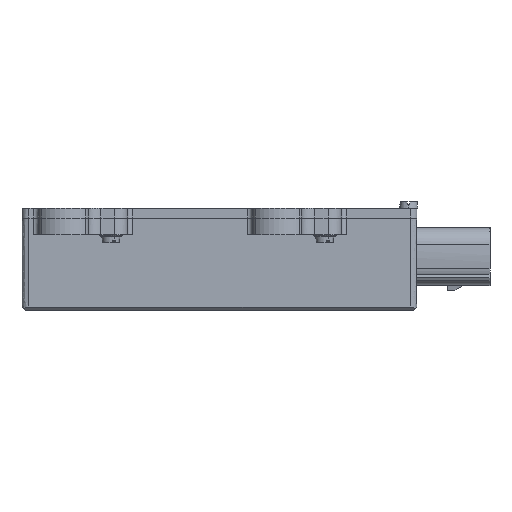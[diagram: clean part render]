
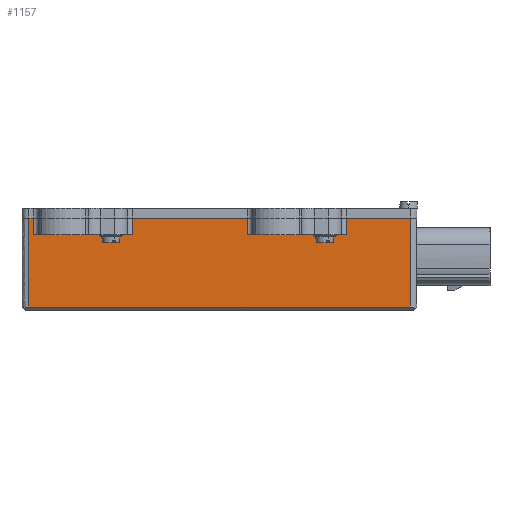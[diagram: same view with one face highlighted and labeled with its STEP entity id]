
A CAD part, left-side view. The second image highlights one B-rep face of the part: STEP entity #1157.
In plain terms, the highlighted free-form (B-spline) face has degree [1, 1] with [2, 2] control points.
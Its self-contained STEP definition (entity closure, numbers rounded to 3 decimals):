
#923 = VERTEX_POINT('',#924);
#924 = CARTESIAN_POINT('',(-61.586,63.785,0.));
#930 = EDGE_CURVE('',#923,#931,#933,.T.);
#931 = VERTEX_POINT('',#932);
#932 = CARTESIAN_POINT('',(-61.586,62.136,0.));
#933 = B_SPLINE_CURVE_WITH_KNOTS('',1,(#934,#935),.UNSPECIFIED.,.F.,.F.,
  (2,2),(2.,3.5),.PIECEWISE_BEZIER_KNOTS.);
#934 = CARTESIAN_POINT('',(-61.586,63.785,0.));
#935 = CARTESIAN_POINT('',(-61.586,62.136,0.));
#1007 = VERTEX_POINT('',#1008);
#1008 = CARTESIAN_POINT('',(-61.586,29.143,0.));
#1014 = EDGE_CURVE('',#1007,#1015,#1017,.T.);
#1015 = VERTEX_POINT('',#1016);
#1016 = CARTESIAN_POINT('',(-61.586,-9.348,0.));
#1017 = B_SPLINE_CURVE_WITH_KNOTS('',1,(#1018,#1019),.UNSPECIFIED.,.F.,
  .F.,(2,2),(33.5,68.5),.PIECEWISE_BEZIER_KNOTS.);
#1018 = CARTESIAN_POINT('',(-61.586,29.143,0.));
#1019 = CARTESIAN_POINT('',(-61.586,-9.348,0.));
#1091 = VERTEX_POINT('',#1092);
#1092 = CARTESIAN_POINT('',(-61.586,-42.34,0.));
#1098 = EDGE_CURVE('',#1091,#1099,#1101,.T.);
#1099 = VERTEX_POINT('',#1100);
#1100 = CARTESIAN_POINT('',(-61.586,-63.785,0.));
#1101 = B_SPLINE_CURVE_WITH_KNOTS('',1,(#1102,#1103),.UNSPECIFIED.,.F.,
  .F.,(2,2),(98.5,118.),.PIECEWISE_BEZIER_KNOTS.);
#1102 = CARTESIAN_POINT('',(-61.586,-42.34,0.));
#1103 = CARTESIAN_POINT('',(-61.586,-63.785,0.));
#1157 = ADVANCED_FACE('',(#1158),#1220,.T.);
#1158 = FACE_BOUND('',#1159,.T.);
#1159 = EDGE_LOOP('',(#1160,#1161,#1168,#1175,#1180,#1181,#1188,#1195,
    #1200,#1201,#1208,#1215));
#1160 = ORIENTED_EDGE('',*,*,#930,.F.);
#1161 = ORIENTED_EDGE('',*,*,#1162,.T.);
#1162 = EDGE_CURVE('',#923,#1163,#1165,.T.);
#1163 = VERTEX_POINT('',#1164);
#1164 = CARTESIAN_POINT('',(-61.586,63.785,
    -29.693));
#1165 = B_SPLINE_CURVE_WITH_KNOTS('',1,(#1166,#1167),.UNSPECIFIED.,.F.,
  .F.,(2,2),(-28.,-1.),.PIECEWISE_BEZIER_KNOTS.);
#1166 = CARTESIAN_POINT('',(-61.586,63.785,0.));
#1167 = CARTESIAN_POINT('',(-61.586,63.785,
    -29.693));
#1168 = ORIENTED_EDGE('',*,*,#1169,.T.);
#1169 = EDGE_CURVE('',#1163,#1170,#1172,.T.);
#1170 = VERTEX_POINT('',#1171);
#1171 = CARTESIAN_POINT('',(-61.586,-63.785,
    -29.693));
#1172 = B_SPLINE_CURVE_WITH_KNOTS('',1,(#1173,#1174),.UNSPECIFIED.,.F.,
  .F.,(2,2),(2.,118.),.PIECEWISE_BEZIER_KNOTS.);
#1173 = CARTESIAN_POINT('',(-61.586,63.785,
    -29.693));
#1174 = CARTESIAN_POINT('',(-61.586,-63.785,
    -29.693));
#1175 = ORIENTED_EDGE('',*,*,#1176,.T.);
#1176 = EDGE_CURVE('',#1170,#1099,#1177,.T.);
#1177 = B_SPLINE_CURVE_WITH_KNOTS('',1,(#1178,#1179),.UNSPECIFIED.,.F.,
  .F.,(2,2),(1.,28.),.PIECEWISE_BEZIER_KNOTS.);
#1178 = CARTESIAN_POINT('',(-61.586,-63.785,
    -29.693));
#1179 = CARTESIAN_POINT('',(-61.586,-63.785,0.));
#1180 = ORIENTED_EDGE('',*,*,#1098,.F.);
#1181 = ORIENTED_EDGE('',*,*,#1182,.T.);
#1182 = EDGE_CURVE('',#1091,#1183,#1185,.T.);
#1183 = VERTEX_POINT('',#1184);
#1184 = CARTESIAN_POINT('',(-61.586,-42.34,
    -5.499));
#1185 = B_SPLINE_CURVE_WITH_KNOTS('',1,(#1186,#1187),.UNSPECIFIED.,.F.,
  .F.,(2,2),(-5.,0.),.PIECEWISE_BEZIER_KNOTS.);
#1186 = CARTESIAN_POINT('',(-61.586,-42.34,0.));
#1187 = CARTESIAN_POINT('',(-61.586,-42.34,
    -5.499));
#1188 = ORIENTED_EDGE('',*,*,#1189,.T.);
#1189 = EDGE_CURVE('',#1183,#1190,#1192,.T.);
#1190 = VERTEX_POINT('',#1191);
#1191 = CARTESIAN_POINT('',(-61.586,-9.348,
    -5.499));
#1192 = B_SPLINE_CURVE_WITH_KNOTS('',1,(#1193,#1194),.UNSPECIFIED.,.F.,
  .F.,(2,2),(-1.5,28.5),.PIECEWISE_BEZIER_KNOTS.);
#1193 = CARTESIAN_POINT('',(-61.586,-42.34,
    -5.499));
#1194 = CARTESIAN_POINT('',(-61.586,-9.348,
    -5.499));
#1195 = ORIENTED_EDGE('',*,*,#1196,.T.);
#1196 = EDGE_CURVE('',#1190,#1015,#1197,.T.);
#1197 = B_SPLINE_CURVE_WITH_KNOTS('',1,(#1198,#1199),.UNSPECIFIED.,.F.,
  .F.,(2,2),(-5.,0.),.PIECEWISE_BEZIER_KNOTS.);
#1198 = CARTESIAN_POINT('',(-61.586,-9.348,
    -5.499));
#1199 = CARTESIAN_POINT('',(-61.586,-9.348,0.));
#1200 = ORIENTED_EDGE('',*,*,#1014,.F.);
#1201 = ORIENTED_EDGE('',*,*,#1202,.T.);
#1202 = EDGE_CURVE('',#1007,#1203,#1205,.T.);
#1203 = VERTEX_POINT('',#1204);
#1204 = CARTESIAN_POINT('',(-61.586,29.143,
    -5.499));
#1205 = B_SPLINE_CURVE_WITH_KNOTS('',1,(#1206,#1207),.UNSPECIFIED.,.F.,
  .F.,(2,2),(-5.,0.),.PIECEWISE_BEZIER_KNOTS.);
#1206 = CARTESIAN_POINT('',(-61.586,29.143,0.));
#1207 = CARTESIAN_POINT('',(-61.586,29.143,
    -5.499));
#1208 = ORIENTED_EDGE('',*,*,#1209,.T.);
#1209 = EDGE_CURVE('',#1203,#1210,#1212,.T.);
#1210 = VERTEX_POINT('',#1211);
#1211 = CARTESIAN_POINT('',(-61.586,62.136,
    -5.499));
#1212 = B_SPLINE_CURVE_WITH_KNOTS('',1,(#1213,#1214),.UNSPECIFIED.,.F.,
  .F.,(2,2),(-1.5,28.5),.PIECEWISE_BEZIER_KNOTS.);
#1213 = CARTESIAN_POINT('',(-61.586,29.143,
    -5.499));
#1214 = CARTESIAN_POINT('',(-61.586,62.136,
    -5.499));
#1215 = ORIENTED_EDGE('',*,*,#1216,.T.);
#1216 = EDGE_CURVE('',#1210,#931,#1217,.T.);
#1217 = B_SPLINE_CURVE_WITH_KNOTS('',1,(#1218,#1219),.UNSPECIFIED.,.F.,
  .F.,(2,2),(-5.,0.),.PIECEWISE_BEZIER_KNOTS.);
#1218 = CARTESIAN_POINT('',(-61.586,62.136,
    -5.499));
#1219 = CARTESIAN_POINT('',(-61.586,62.136,0.));
#1220 = B_SPLINE_SURFACE_WITH_KNOTS('',1,1,(
    (#1221,#1222)
    ,(#1223,#1224
    )),.UNSPECIFIED.,.F.,.F.,.F.,(2,2),(2,2),(2.,118.),(1.,28.),
  .PIECEWISE_BEZIER_KNOTS.);
#1221 = CARTESIAN_POINT('',(-61.586,63.785,
    -29.693));
#1222 = CARTESIAN_POINT('',(-61.586,63.785,0.));
#1223 = CARTESIAN_POINT('',(-61.586,-63.785,
    -29.693));
#1224 = CARTESIAN_POINT('',(-61.586,-63.785,0.));
